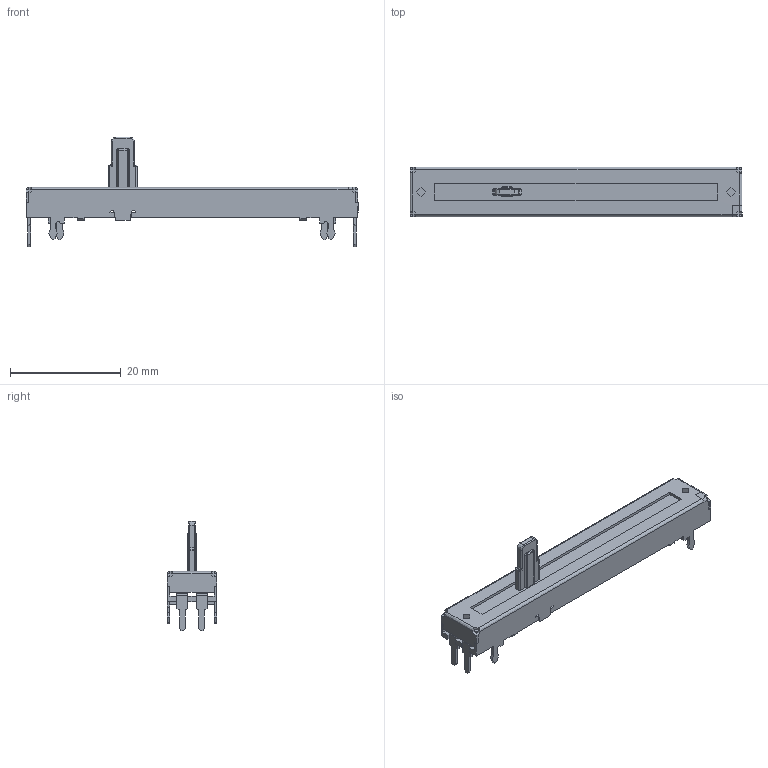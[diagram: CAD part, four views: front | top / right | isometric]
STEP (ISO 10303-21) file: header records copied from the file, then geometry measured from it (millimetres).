
FILE_DESCRIPTION(/* description */ (''),/* implementation_level */ '2;1');
FILE_NAME(/* name */ 'Bourns_PTA4543.step',/* time_stamp */ '2022-04-06T23:02:39+02:00',/* author */ (''),/* organization */ (''),/* preprocessor_version */ 'ST-DEVELOPER v18.1',/* originating_system */ 'Autodesk Translation Framework v10.14.0.1471',/* authorisation */ '');
FILE_SCHEMA (('AUTOMOTIVE_DESIGN { 1 0 10303 214 3 1 1 }'));
Length unit declared in the file: millimetre
Products named in the file (1): Slide potentiometers
Bounding box: 60 x 9 x 19.76 mm (x, y, z)
Volume: 1792 mm3; surface area: 3478 mm2
Topology: 2 solids, 2 shells, 402 faces, 1096 edges, 682 vertices
Faces by surface type: plane 245, cylinder 89, bspline 52, torus 8, sphere 8
Full cylindrical faces by diameter (mm): 1 x3, 1.7 x2, 2 x3
Entity records: 13603 total; most frequent: CARTESIAN_POINT 3501, ORIENTED_EDGE 2168, DIRECTION 1882, EDGE_CURVE 1084, LINE 796, VECTOR 796, VERTEX_POINT 682, AXIS2_PLACEMENT_3D 543
